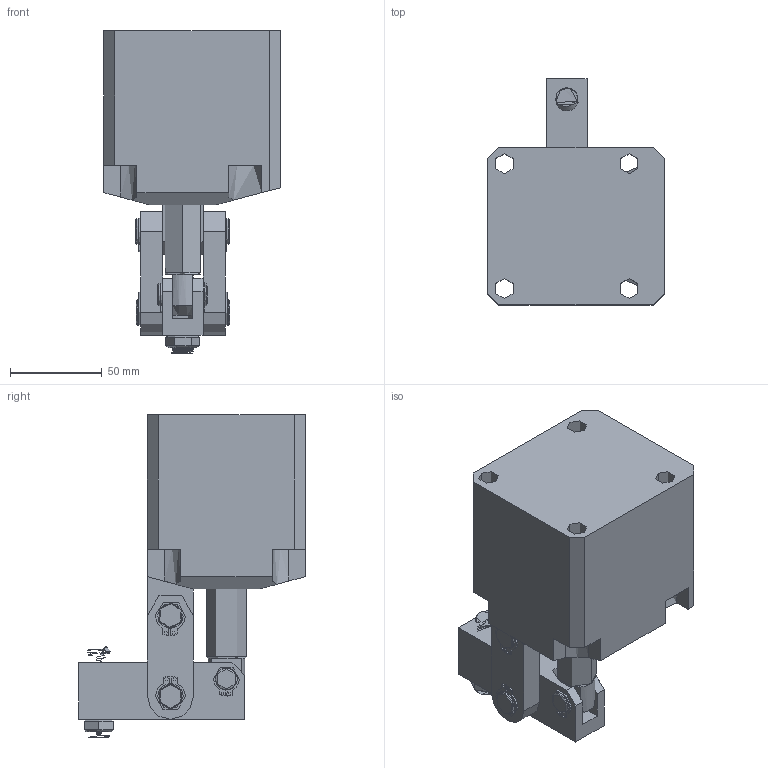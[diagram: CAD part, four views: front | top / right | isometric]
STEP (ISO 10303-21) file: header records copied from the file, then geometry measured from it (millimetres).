
FILE_DESCRIPTION (( 'STEP AP214' ), '1' );
FILE_NAME ('CBLU-55L.STEP', '2019-05-08T01:27:38', ( '' ), ( '' ), 'SwSTEP 2.0', 'SolidWorks 2016', '' );
FILE_SCHEMA (( 'AUTOMOTIVE_DESIGN' ));
Length unit declared in the file: millimetre
Products named in the file (11): yabi; luomu; luogan; liangan; kahuang01; kahuang; huosaigan_3_1; duanxiao; changxiao; CBLU-55CL掛极_1_1_1; CBLU-55L
Assembly tree (16 placements, depth 2):
  CBLU-55L
    CBLU-55CL掛极_1_1_1
    changxiao  x2
    duanxiao
    huosaigan_3_1
    kahuang  x4
    kahuang01  x2
    liangan  x2
    luogan
    luomu
    yabi
Bounding box: 96 x 123.5 x 175.89 mm (x, y, z)
Volume: 690829.3 mm3
Topology: 15 solids, 129 shells, 569 faces, 1529 edges, 1098 vertices
Faces by surface type: cylinder 376, plane 133, cone 38, bspline 22
Full cylindrical faces by diameter (mm): 11.5 x3, 12 x2
Entity records: 48134 total; most frequent: CARTESIAN_POINT 37539, ORIENTED_EDGE 2058, DIRECTION 1805, EDGE_CURVE 1218, VERTEX_POINT 895, AXIS2_PLACEMENT_3D 692, EDGE_LOOP 494, ADVANCED_FACE 447
